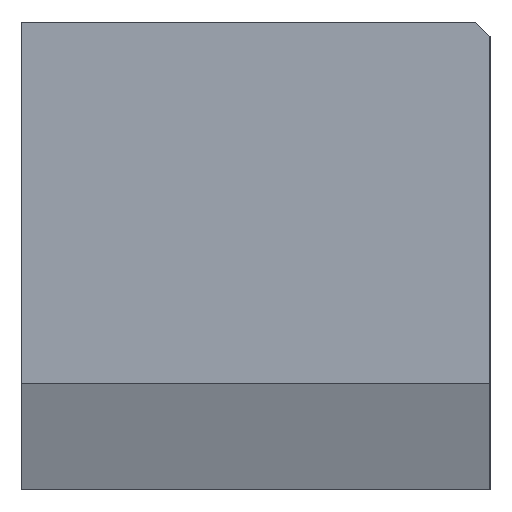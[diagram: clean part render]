
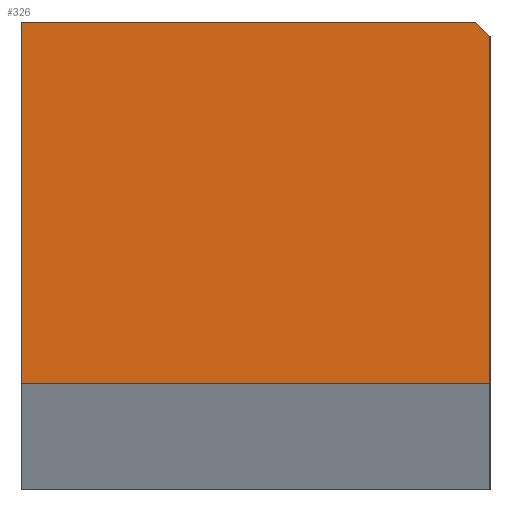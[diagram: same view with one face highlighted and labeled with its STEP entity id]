
A CAD part, left-side view. The second image highlights one B-rep face of the part: STEP entity #326.
In plain terms, the highlighted planar face has unit normal (-1, 0, 0).
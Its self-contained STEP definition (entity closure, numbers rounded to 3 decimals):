
#326=ADVANCED_FACE('NONE',(#783),#784,.F.);
#783=FACE_OUTER_BOUND('',#1356,.T.);
#784=PLANE('',#1357);
#1356=EDGE_LOOP('',(#2505,#2506,#2507,#2508,#2509));
#1357=AXIS2_PLACEMENT_3D('',#2510,#2511,#2512);
#2505=ORIENTED_EDGE('',*,*,#3567,.F.);
#2506=ORIENTED_EDGE('',*,*,#3943,.T.);
#2507=ORIENTED_EDGE('',*,*,#3944,.F.);
#2508=ORIENTED_EDGE('',*,*,#3828,.T.);
#2509=ORIENTED_EDGE('',*,*,#3945,.F.);
#2510=CARTESIAN_POINT('',(0.0,0.0,99.0));
#2511=DIRECTION('',(1.0,0.0,0.0));
#2512=DIRECTION('',(0.0,1.0,-0.0));
#3567=EDGE_CURVE('NONE',#4327,#4329,#4330,.T.);
#3828=EDGE_CURVE('NONE',#4848,#4846,#4849,.T.);
#3943=EDGE_CURVE('NONE',#4327,#4967,#4968,.T.);
#3944=EDGE_CURVE('NONE',#4848,#4967,#4969,.T.);
#3945=EDGE_CURVE('NONE',#4329,#4846,#4970,.T.);
#4327=VERTEX_POINT('NONE',#5389);
#4329=VERTEX_POINT('NONE',#5392);
#4330=LINE('',#5393,#5394);
#4846=VERTEX_POINT('NONE',#6166);
#4848=VERTEX_POINT('NONE',#6169);
#4849=LINE('',#6170,#6171);
#4967=VERTEX_POINT('NONE',#6359);
#4968=LINE('',#6360,#6361);
#4969=LINE('',#6362,#6363);
#4970=LINE('',#6364,#6365);
#5389=CARTESIAN_POINT('',(0.0,0.,96.0));
#5392=CARTESIAN_POINT('',(0.,0.0,22.5));
#5393=CARTESIAN_POINT('',(0.0,0.0,99.0));
#5394=VECTOR('',#6816,1000.0);
#6166=CARTESIAN_POINT('',(0.,99.0,22.5));
#6169=CARTESIAN_POINT('',(0.0,99.0,99.0));
#6170=CARTESIAN_POINT('',(0.0,99.0,99.0));
#6171=VECTOR('',#7080,1000.0);
#6359=CARTESIAN_POINT('',(0.0,3.,99.0));
#6360=CARTESIAN_POINT('',(0.0,3.,99.0));
#6361=VECTOR('',#7181,1000.0);
#6362=CARTESIAN_POINT('',(0.0,0.0,99.0));
#6363=VECTOR('',#7182,1000.0);
#6364=CARTESIAN_POINT('',(0.0,0.0,22.5));
#6365=VECTOR('',#7183,1000.0);
#6816=DIRECTION('',(-0.0,-0.0,-1.0));
#7080=DIRECTION('',(-0.0,-0.0,-1.0));
#7181=DIRECTION('',(-0.0,0.707,0.707));
#7182=DIRECTION('',(-0.0,-1.0,-0.0));
#7183=DIRECTION('',(0.0,1.0,0.0));
